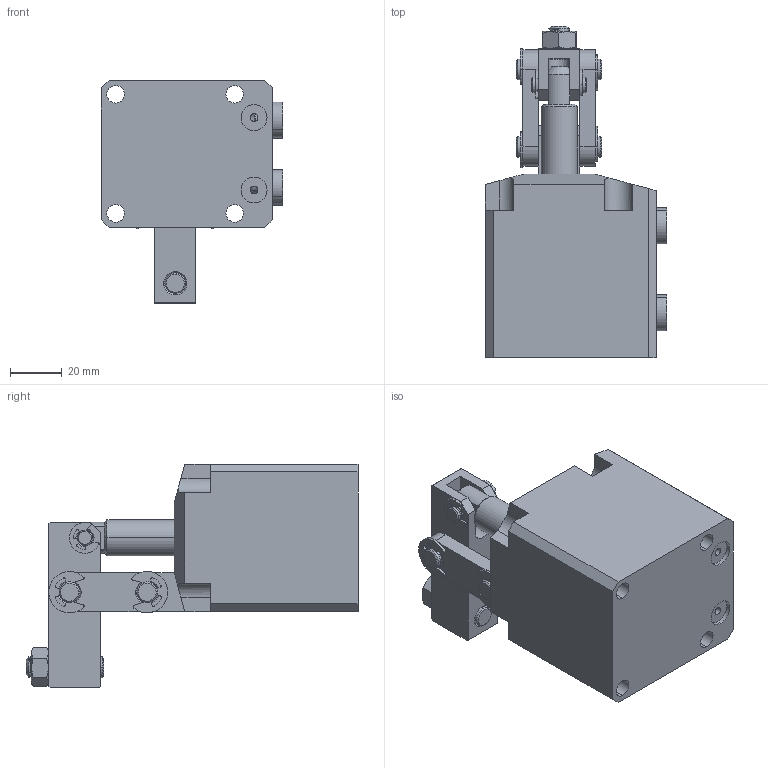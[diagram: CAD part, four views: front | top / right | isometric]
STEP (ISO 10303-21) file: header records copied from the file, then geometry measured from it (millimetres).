
FILE_DESCRIPTION (( 'STEP AP214' ), '1' );
FILE_NAME ('CBLU-35GR話裝蚐揤詰.STEP', '2019-04-24T05:53:50', ( '' ), ( '' ), 'SwSTEP 2.0', 'SolidWorks 2016', '' );
FILE_SCHEMA (( 'AUTOMOTIVE_DESIGN' ));
Length unit declared in the file: millimetre
Products named in the file (13): 掛极CR_3_1; CBLU-35GR話裝蚐揤詰; 錨璃2_1_2; 蹟佪2; hex nuts, style 1-grades ab gb_GB_FASTENER_NUT_SNAB1 M8-N; e rings gb_GB_CONNECTING_PIECE_RINGS_HR 8; e rings gb_GB_CONNECTING_PIECE_RINGS_HR 6; 酗种粣; 傻种粣; 35揤旋; 蟀裝; 活塞杆_8_1; 錨璃2_1
Assembly tree (18 placements, depth 2):
  CBLU-35GR話裝蚐揤詰
    掛极CR_3_1
    錨璃2_1
    活塞杆_8_1
    蟀裝  x2
    35揤旋
    傻种粣
    酗种粣  x2
    e rings gb_GB_CONNECTING_PIECE_RINGS_HR 6  x2
    e rings gb_GB_CONNECTING_PIECE_RINGS_HR 8  x4
    hex nuts, style 1-grades ab gb_GB_FASTENER_NUT_SNAB1 M8-N
    蹟佪2
    錨璃2_1_2
Bounding box: 70 x 128.3 x 86.5 mm (x, y, z)
Volume: 257510.2 mm3; surface area: 61183.6 mm2
Topology: 18 solids, 18 shells, 494 faces, 1255 edges, 818 vertices
Faces by surface type: cylinder 238, plane 168, cone 84, bspline 4
Entity records: 13562 total; most frequent: CARTESIAN_POINT 4289, DIRECTION 1875, ORIENTED_EDGE 1816, EDGE_CURVE 908, AXIS2_PLACEMENT_3D 711, VERTEX_POINT 590, VECTOR 453, LINE 453
